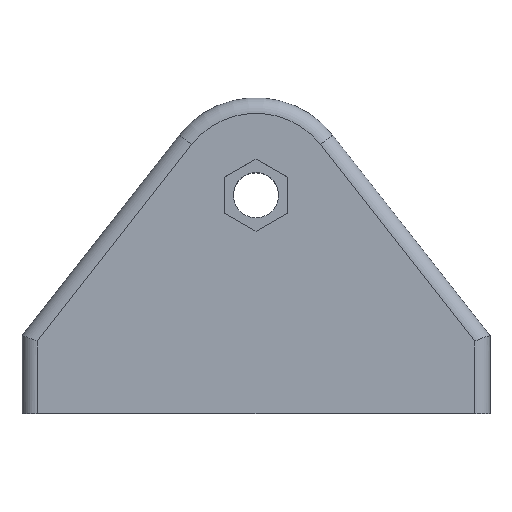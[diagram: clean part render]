
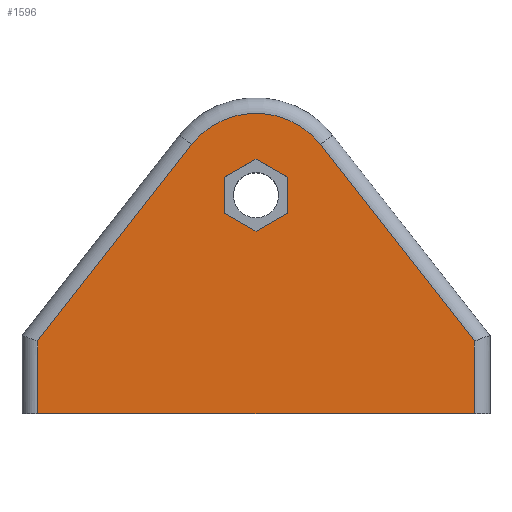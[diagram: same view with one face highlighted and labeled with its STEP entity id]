
A CAD part, top view. The second image highlights one B-rep face of the part: STEP entity #1596.
In plain terms, the highlighted planar face has unit normal (0, 0, 1).
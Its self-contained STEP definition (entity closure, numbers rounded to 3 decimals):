
#20 = VECTOR ( 'NONE', #1989, 1000. ) ;
#25 = VERTEX_POINT ( 'NONE', #1373 ) ;
#40 = LINE ( 'NONE', #1770, #851 ) ;
#74 = ORIENTED_EDGE ( 'NONE', *, *, #542, .F. ) ;
#94 = CARTESIAN_POINT ( 'NONE',  ( -28., 0., 15. ) ) ;
#97 = EDGE_LOOP ( 'NONE', ( #1366, #992, #780, #482, #346, #272 ) ) ;
#103 = VERTEX_POINT ( 'NONE', #1307 ) ;
#272 = ORIENTED_EDGE ( 'NONE', *, *, #517, .T. ) ;
#274 = DIRECTION ( 'NONE',  ( 0.866, 0.5, 0. ) ) ;
#283 = VERTEX_POINT ( 'NONE', #1939 ) ;
#307 = DIRECTION ( 'NONE',  ( 0., -1., 0. ) ) ;
#315 = ORIENTED_EDGE ( 'NONE', *, *, #905, .F. ) ;
#346 = ORIENTED_EDGE ( 'NONE', *, *, #564, .T. ) ;
#355 = CARTESIAN_POINT ( 'NONE',  ( 0., 23.381, 15. ) ) ;
#357 = VERTEX_POINT ( 'NONE', #1778 ) ;
#377 = CARTESIAN_POINT ( 'NONE',  ( -30., 10., 15. ) ) ;
#440 = CARTESIAN_POINT ( 'NONE',  ( 0., 23.381, 15. ) ) ;
#450 = LINE ( 'NONE', #440, #734 ) ;
#458 = LINE ( 'NONE', #895, #1684 ) ;
#466 = DIRECTION ( 'NONE',  ( -1., 0., 0. ) ) ;
#482 = ORIENTED_EDGE ( 'NONE', *, *, #1453, .T. ) ;
#490 = EDGE_CURVE ( 'NONE', #912, #529, #713, .T. ) ;
#495 = CARTESIAN_POINT ( 'NONE',  ( 0., 28., 15. ) ) ;
#517 = EDGE_CURVE ( 'NONE', #25, #1755, #458, .T. ) ;
#518 = FACE_OUTER_BOUND ( 'NONE', #97, .T. ) ;
#529 = VERTEX_POINT ( 'NONE', #1543 ) ;
#532 = AXIS2_PLACEMENT_3D ( 'NONE', #377, #1279, #1791 ) ;
#542 = EDGE_CURVE ( 'NONE', #1876, #283, #1526, .T. ) ;
#548 = PLANE ( 'NONE',  #532 ) ;
#564 = EDGE_CURVE ( 'NONE', #357, #25, #1836, .T. ) ;
#586 = EDGE_CURVE ( 'NONE', #1720, #1876, #450, .T. ) ;
#604 = CARTESIAN_POINT ( 'NONE',  ( -28.426, 8.766, 15. ) ) ;
#618 = CARTESIAN_POINT ( 'NONE',  ( 4., 25.691, 15. ) ) ;
#637 = LINE ( 'NONE', #1708, #1971 ) ;
#713 = LINE ( 'NONE', #1361, #925 ) ;
#734 = VECTOR ( 'NONE', #274, 1000. ) ;
#757 = EDGE_LOOP ( 'NONE', ( #1329, #1472, #74, #1162, #315, #1409 ) ) ;
#777 = DIRECTION ( 'NONE',  ( -0.866, 0.5, 0. ) ) ;
#780 = ORIENTED_EDGE ( 'NONE', *, *, #1714, .T. ) ;
#801 = DIRECTION ( 'NONE',  ( 0., 0., 1. ) ) ;
#817 = DIRECTION ( 'NONE',  ( -0.617, 0.787, 0. ) ) ;
#851 = VECTOR ( 'NONE', #1134, 1000. ) ;
#884 = DIRECTION ( 'NONE',  ( -0.617, -0.787, 0. ) ) ;
#894 = VERTEX_POINT ( 'NONE', #1944 ) ;
#895 = CARTESIAN_POINT ( 'NONE',  ( -28., 10., 15. ) ) ;
#896 = VECTOR ( 'NONE', #1037, 1000. ) ;
#905 = EDGE_CURVE ( 'NONE', #1397, #1720, #1353, .T. ) ;
#912 = VERTEX_POINT ( 'NONE', #1810 ) ;
#925 = VECTOR ( 'NONE', #1848, 1000. ) ;
#992 = ORIENTED_EDGE ( 'NONE', *, *, #1835, .T. ) ;
#1030 = EDGE_CURVE ( 'NONE', #529, #1397, #637, .T. ) ;
#1037 = DIRECTION ( 'NONE',  ( 0., 1., 0. ) ) ;
#1039 = CARTESIAN_POINT ( 'NONE',  ( -4., 25.691, 15. ) ) ;
#1071 = VERTEX_POINT ( 'NONE', #1126 ) ;
#1072 = CARTESIAN_POINT ( 'NONE',  ( 4., 25.691, 15. ) ) ;
#1109 = VECTOR ( 'NONE', #817, 1000. ) ;
#1126 = CARTESIAN_POINT ( 'NONE',  ( 28., 9.309, 15. ) ) ;
#1134 = DIRECTION ( 'NONE',  ( 1., 0., 0. ) ) ;
#1162 = ORIENTED_EDGE ( 'NONE', *, *, #586, .F. ) ;
#1168 = EDGE_CURVE ( 'NONE', #1755, #894, #40, .T. ) ;
#1229 = DIRECTION ( 'NONE',  ( 0., -1., 0. ) ) ;
#1279 = DIRECTION ( 'NONE',  ( 0., 0., -1. ) ) ;
#1307 = CARTESIAN_POINT ( 'NONE',  ( 8.263, 34.479, 15. ) ) ;
#1312 = AXIS2_PLACEMENT_3D ( 'NONE', #495, #801, #466 ) ;
#1329 = ORIENTED_EDGE ( 'NONE', *, *, #490, .F. ) ;
#1353 = LINE ( 'NONE', #1039, #1653 ) ;
#1356 = VECTOR ( 'NONE', #884, 1000. ) ;
#1361 = CARTESIAN_POINT ( 'NONE',  ( 0., 32.619, 15. ) ) ;
#1366 = ORIENTED_EDGE ( 'NONE', *, *, #1168, .T. ) ;
#1373 = CARTESIAN_POINT ( 'NONE',  ( -28., 9.309, 15. ) ) ;
#1379 = CIRCLE ( 'NONE', #1312, 10.5 ) ;
#1397 = VERTEX_POINT ( 'NONE', #1674 ) ;
#1409 = ORIENTED_EDGE ( 'NONE', *, *, #1030, .F. ) ;
#1453 = EDGE_CURVE ( 'NONE', #103, #357, #1379, .T. ) ;
#1472 = ORIENTED_EDGE ( 'NONE', *, *, #1961, .F. ) ;
#1526 = LINE ( 'NONE', #1072, #896 ) ;
#1543 = CARTESIAN_POINT ( 'NONE',  ( -4., 30.309, 15. ) ) ;
#1596 = ADVANCED_FACE ( 'NONE', ( #1764, #518 ), #548, .F. ) ;
#1640 = LINE ( 'NONE', #1829, #20 ) ;
#1643 = VECTOR ( 'NONE', #777, 1000. ) ;
#1653 = VECTOR ( 'NONE', #1962, 1000. ) ;
#1674 = CARTESIAN_POINT ( 'NONE',  ( -4., 25.691, 15. ) ) ;
#1684 = VECTOR ( 'NONE', #1229, 1000. ) ;
#1708 = CARTESIAN_POINT ( 'NONE',  ( -4., 30.309, 15. ) ) ;
#1714 = EDGE_CURVE ( 'NONE', #1071, #103, #1754, .T. ) ;
#1720 = VERTEX_POINT ( 'NONE', #355 ) ;
#1722 = LINE ( 'NONE', #1880, #1643 ) ;
#1754 = LINE ( 'NONE', #1916, #1109 ) ;
#1755 = VERTEX_POINT ( 'NONE', #94 ) ;
#1764 = FACE_BOUND ( 'NONE', #757, .T. ) ;
#1770 = CARTESIAN_POINT ( 'NONE',  ( -30., 0., 15. ) ) ;
#1778 = CARTESIAN_POINT ( 'NONE',  ( -8.263, 34.479, 15. ) ) ;
#1791 = DIRECTION ( 'NONE',  ( -1., 0., 0. ) ) ;
#1810 = CARTESIAN_POINT ( 'NONE',  ( 0., 32.619, 15. ) ) ;
#1829 = CARTESIAN_POINT ( 'NONE',  ( 28., 10., 15. ) ) ;
#1835 = EDGE_CURVE ( 'NONE', #894, #1071, #1640, .T. ) ;
#1836 = LINE ( 'NONE', #604, #1356 ) ;
#1848 = DIRECTION ( 'NONE',  ( -0.866, -0.5, 0. ) ) ;
#1876 = VERTEX_POINT ( 'NONE', #618 ) ;
#1880 = CARTESIAN_POINT ( 'NONE',  ( 4., 30.309, 15. ) ) ;
#1916 = CARTESIAN_POINT ( 'NONE',  ( 8.263, 34.479, 15. ) ) ;
#1939 = CARTESIAN_POINT ( 'NONE',  ( 4., 30.309, 15. ) ) ;
#1944 = CARTESIAN_POINT ( 'NONE',  ( 28., 0., 15. ) ) ;
#1961 = EDGE_CURVE ( 'NONE', #283, #912, #1722, .T. ) ;
#1962 = DIRECTION ( 'NONE',  ( 0.866, -0.5, 0. ) ) ;
#1971 = VECTOR ( 'NONE', #307, 1000. ) ;
#1989 = DIRECTION ( 'NONE',  ( 0., 1., 0. ) ) ;
